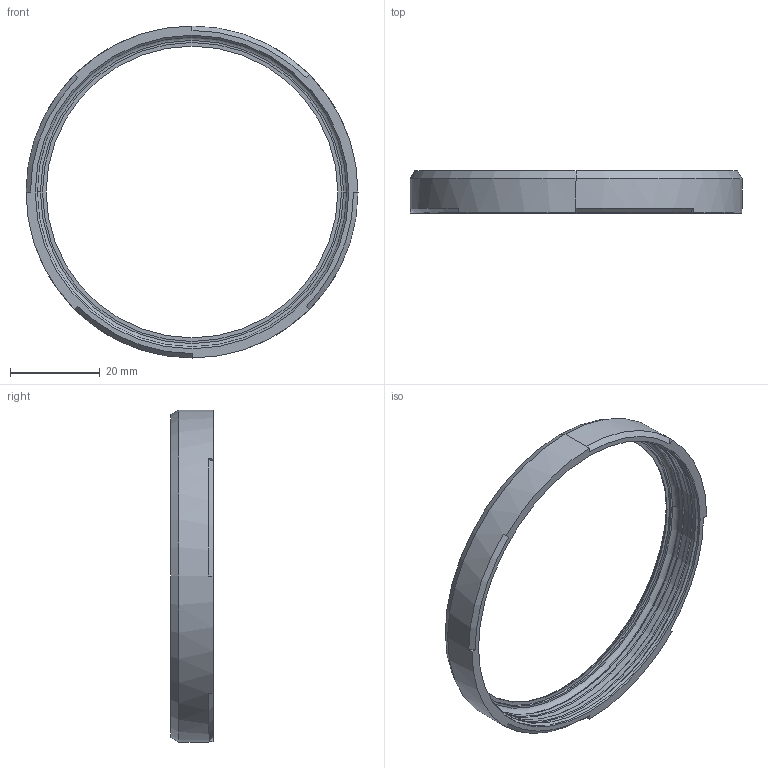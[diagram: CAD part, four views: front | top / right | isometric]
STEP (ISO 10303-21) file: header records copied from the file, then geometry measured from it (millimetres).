
FILE_DESCRIPTION (( 'STEP AP214' ), '1' );
FILE_NAME ('DrumpadFastener Crash 74.STEP', '2025-09-21T12:44:18', ( '' ), ( '' ), 'SwSTEP 2.0', 'SolidWorks 2024', '' );
FILE_SCHEMA (( 'AUTOMOTIVE_DESIGN' ));
Length unit declared in the file: millimetre
Products named in the file (1): DrumpadFastener Crash 74
Bounding box: 74 x 9.4 x 74 mm (x, y, z)
Volume: 4991.5 mm3; surface area: 6027 mm2
Topology: 1 solids, 1 shells, 54 faces, 120 edges, 70 vertices
Faces by surface type: cylinder 20, cone 20, plane 12, torus 2
Entity records: 1511 total; most frequent: DIRECTION 290, CARTESIAN_POINT 245, ORIENTED_EDGE 240, EDGE_CURVE 120, AXIS2_PLACEMENT_3D 115, VERTEX_POINT 70, CIRCLE 60, VECTOR 60
